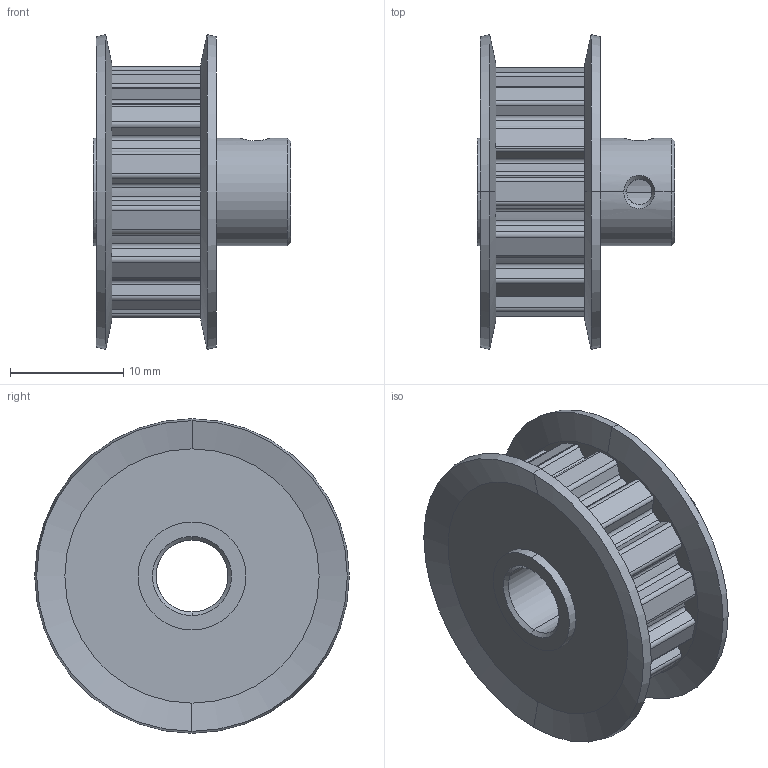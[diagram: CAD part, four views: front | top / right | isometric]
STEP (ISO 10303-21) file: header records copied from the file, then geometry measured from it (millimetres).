
FILE_DESCRIPTION (( 'STEP AP214' ), '1' );
FILE_NAME ('APB14XL025BF-250.step', '2015-04-08T21:00:43', ( '' ), ( '' ), 'SwSTEP 2.0', 'SolidWorks 2014', '' );
FILE_SCHEMA (( 'AUTOMOTIVE_DESIGN' ));
Length unit declared in the file: inch
Products named in the file (1): APB14XL025BF-250
Bounding box: 17.48 x 27.79 x 27.79 mm (x, y, z)
Volume: 3727.2 mm3; surface area: 3088.1 mm2
Topology: 1 solids, 1 shells, 161 faces, 452 edges, 295 vertices
Faces by surface type: cylinder 91, plane 48, cone 18, bspline 4
Entity records: 7656 total; most frequent: CARTESIAN_POINT 3313, DIRECTION 945, ORIENTED_EDGE 904, EDGE_CURVE 452, AXIS2_PLACEMENT_3D 354, VERTEX_POINT 295, VECTOR 237, LINE 237
